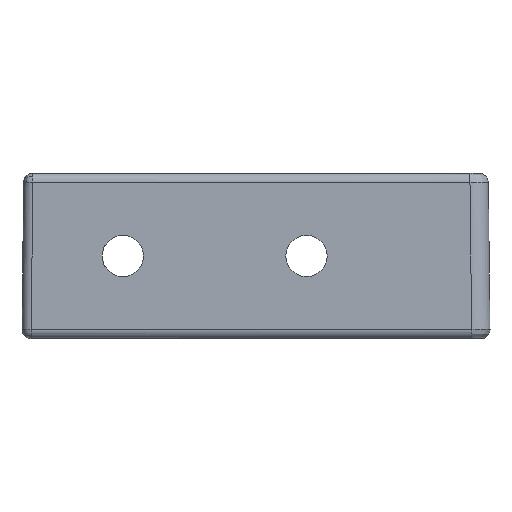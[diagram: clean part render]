
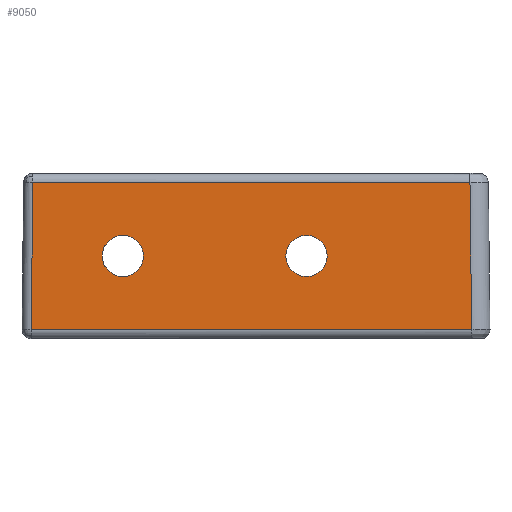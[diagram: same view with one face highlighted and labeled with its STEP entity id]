
A CAD part, left-side view. The second image highlights one B-rep face of the part: STEP entity #9050.
In plain terms, the highlighted planar face has unit normal (-1, 0, 0).
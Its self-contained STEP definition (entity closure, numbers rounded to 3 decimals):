
#6570=CARTESIAN_POINT('',(0.011,2.193,8.));
#6580=VERTEX_POINT('',#6570);
#6610=CARTESIAN_POINT('',(0.011,0.,8.));
#6620=DIRECTION('',(0.,-1.,-0.));
#6630=VECTOR('',#6620,1.);
#6640=LINE('',#6610,#6630);
#6650=CARTESIAN_POINT('',(0.011,49.807,8.));
#6660=VERTEX_POINT('',#6650);
#6670=EDGE_CURVE('',#6660,#6580,#6640,.T.);
#8450=CARTESIAN_POINT('',(0.011,-5.134,
-12.795));
#8460=DIRECTION('',(1.,0.,-0.));
#8470=DIRECTION('',(0.,0.,1.));
#8480=AXIS2_PLACEMENT_3D('',#8450,#8460,#8470);
#8490=PLANE('',#8480);
#8500=CARTESIAN_POINT('',(0.011,20.,0.));
#8510=DIRECTION('',(1.,0.,0.));
#8520=DIRECTION('',(0.,-1.,0.));
#8530=AXIS2_PLACEMENT_3D('',#8500,#8510,#8520);
#8540=CIRCLE('',#8530,2.25);
#8550=CARTESIAN_POINT('',(0.011,17.75,0.));
#8560=VERTEX_POINT('',#8550);
#8570=CARTESIAN_POINT('',(0.011,22.25,
0.));
#8580=VERTEX_POINT('',#8570);
#8590=EDGE_CURVE('',#8560,#8580,#8540,.T.);
#8600=ORIENTED_EDGE('',*,*,#8590,.T.);
#8610=EDGE_CURVE('',#8580,#8560,#8540,.T.);
#8620=ORIENTED_EDGE('',*,*,#8610,.T.);
#8630=EDGE_LOOP('',(#8620,#8600));
#8640=FACE_BOUND('',#8630,.T.);
#8650=CARTESIAN_POINT('',(0.011,40.,0.));
#8660=DIRECTION('',(1.,0.,0.));
#8670=DIRECTION('',(0.,-1.,0.));
#8680=AXIS2_PLACEMENT_3D('',#8650,#8660,#8670);
#8690=CIRCLE('',#8680,2.25);
#8700=CARTESIAN_POINT('',(0.011,37.75,0.));
#8710=VERTEX_POINT('',#8700);
#8720=CARTESIAN_POINT('',(0.011,42.25,
0.));
#8730=VERTEX_POINT('',#8720);
#8740=EDGE_CURVE('',#8710,#8730,#8690,.T.);
#8750=ORIENTED_EDGE('',*,*,#8740,.T.);
#8760=EDGE_CURVE('',#8730,#8710,#8690,.T.);
#8770=ORIENTED_EDGE('',*,*,#8760,.T.);
#8780=EDGE_LOOP('',(#8770,#8750));
#8790=FACE_BOUND('',#8780,.T.);
#8800=CARTESIAN_POINT('',(0.011,49.898,0.));
#8810=DIRECTION('',(-0.,-0.011,1.));
#8820=VECTOR('',#8810,1.);
#8830=LINE('',#8800,#8820);
#8840=CARTESIAN_POINT('',(0.011,49.989,-8.));
#8850=VERTEX_POINT('',#8840);
#8860=EDGE_CURVE('',#8850,#6660,#8830,.T.);
#8870=ORIENTED_EDGE('',*,*,#8860,.F.);
#8880=ORIENTED_EDGE('',*,*,#6670,.F.);
#8890=CARTESIAN_POINT('',(0.011,2.102,0.));
#8900=DIRECTION('',(-0.,0.011,1.));
#8910=VECTOR('',#8900,1.);
#8920=LINE('',#8890,#8910);
#8930=CARTESIAN_POINT('',(0.011,2.011,-8.));
#8940=VERTEX_POINT('',#8930);
#8950=EDGE_CURVE('',#8940,#6580,#8920,.T.);
#8960=ORIENTED_EDGE('',*,*,#8950,.T.);
#8970=CARTESIAN_POINT('',(0.011,0.,-8.));
#8980=DIRECTION('',(-0.,-1.,-0.));
#8990=VECTOR('',#8980,1.);
#9000=LINE('',#8970,#8990);
#9010=EDGE_CURVE('',#8850,#8940,#9000,.T.);
#9020=ORIENTED_EDGE('',*,*,#9010,.T.);
#9030=EDGE_LOOP('',(#9020,#8960,#8880,#8870));
#9040=FACE_OUTER_BOUND('',#9030,.T.);
#9050=ADVANCED_FACE('',(#8640,#8790,#9040),#8490,.F.);
